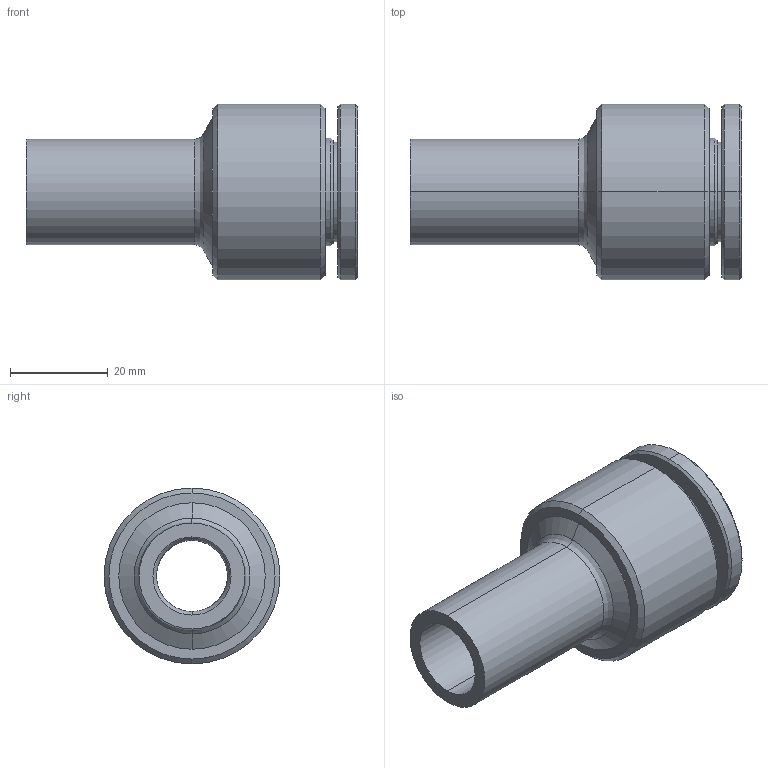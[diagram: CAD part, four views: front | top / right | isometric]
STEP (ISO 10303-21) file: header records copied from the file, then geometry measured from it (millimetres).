
FILE_DESCRIPTION( (''), '2;1');
FILE_NAME ('CAD714.4256.DG-15P_18842.stp','2016-04-22T10:47:32',(''),(''),'spGate 11.3.9','spGate','');
FILE_SCHEMA (('AUTOMOTIVE_DESIGN'));
Length unit declared in the file: millimetre
Products named in the file (7): Assembly; DG-15P-1; DG-15P-2; DG-15P-4; DG-15P-3; DG-15P-6; DG-15P-5
Assembly tree (6 placements, depth 2):
  Assembly
    DG-15P-1
    DG-15P-2
    DG-15P-4
    DG-15P-3
    DG-15P-6
    DG-15P-5
Bounding box: 67.78 x 36 x 36 mm (x, y, z)
Volume: 27794.7 mm3; surface area: 19231.5 mm2
Topology: 6 solids, 6 shells, 119 faces, 289 edges, 183 vertices
Faces by surface type: bspline 50, plane 37, cylinder 32
Entity records: 6528 total; most frequent: CARTESIAN_POINT 1564, ORIENTED_EDGE 578, DIRECTION 470, COLOUR_RGB 414, PRESENTATION_STYLE_ASSIGNMENT 414, STYLED_ITEM 414, EDGE_CURVE 289, DRAUGHTING_PRE_DEFINED_CURVE_FONT 289
